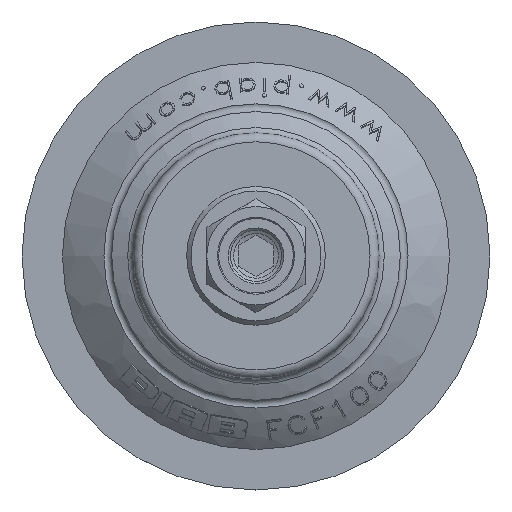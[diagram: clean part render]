
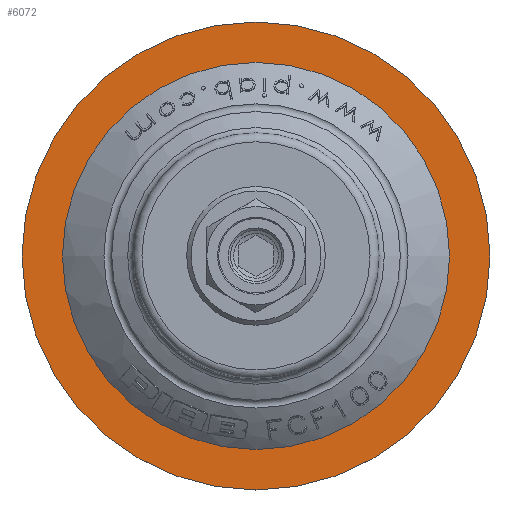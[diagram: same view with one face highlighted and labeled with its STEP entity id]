
A CAD part, top view. The second image highlights one B-rep face of the part: STEP entity #6072.
In plain terms, the highlighted planar face has unit normal (0, 0, 1).
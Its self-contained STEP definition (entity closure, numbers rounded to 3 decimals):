
#6072 = ADVANCED_FACE( '', ( #10200, #10201 ), #10202, .T. );
#10200 = FACE_BOUND( '', #19044, .T. );
#10201 = FACE_OUTER_BOUND( '', #19045, .T. );
#10202 = PLANE( '', #19046 );
#19044 = EDGE_LOOP( '', ( #22684 ) );
#19045 = EDGE_LOOP( '', ( #22685 ) );
#19046 = AXIS2_PLACEMENT_3D( '', #22686, #22687, #22688 );
#21470 = EDGE_CURVE( '', #26575, #26575, #26576, .F. );
#22684 = ORIENTED_EDGE( '', *, *, #21470, .T. );
#22685 = ORIENTED_EDGE( '', *, *, #28078, .T. );
#22686 = CARTESIAN_POINT( '', ( 0., 0., 7.85 ) );
#22687 = DIRECTION( '', ( 0., 0., 1. ) );
#22688 = DIRECTION( '', ( 1., 0., 0. ) );
#26575 = VERTEX_POINT( '', #36075 );
#26576 = CIRCLE( '', #36076, 43.258 );
#28078 = EDGE_CURVE( '', #39413, #39413, #39414, .T. );
#36075 = CARTESIAN_POINT( '', ( 43.258, 0., 7.85 ) );
#36076 = AXIS2_PLACEMENT_3D( '', #40578, #40579, #40580 );
#39413 = VERTEX_POINT( '', #41175 );
#39414 = CIRCLE( '', #41176, 52.3 );
#40578 = CARTESIAN_POINT( '', ( 0., 0., 7.85 ) );
#40579 = DIRECTION( '', ( 0., 0., 1. ) );
#40580 = DIRECTION( '', ( 1., 0., 0. ) );
#41175 = CARTESIAN_POINT( '', ( 52.3, 0., 7.85 ) );
#41176 = AXIS2_PLACEMENT_3D( '', #41204, #41205, #41206 );
#41204 = CARTESIAN_POINT( '', ( 0., 0., 7.85 ) );
#41205 = DIRECTION( '', ( 0., 0., 1. ) );
#41206 = DIRECTION( '', ( 1., 0., 0. ) );
